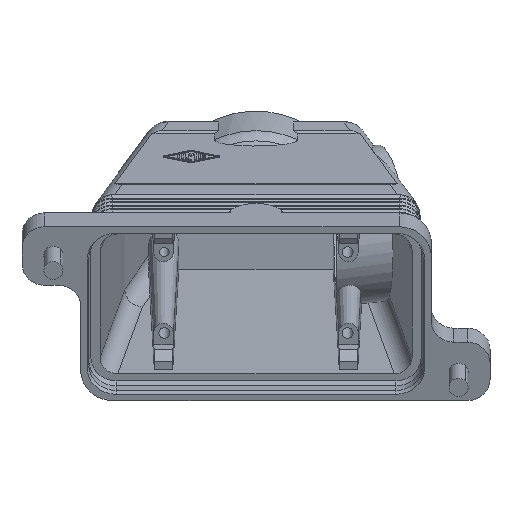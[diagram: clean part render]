
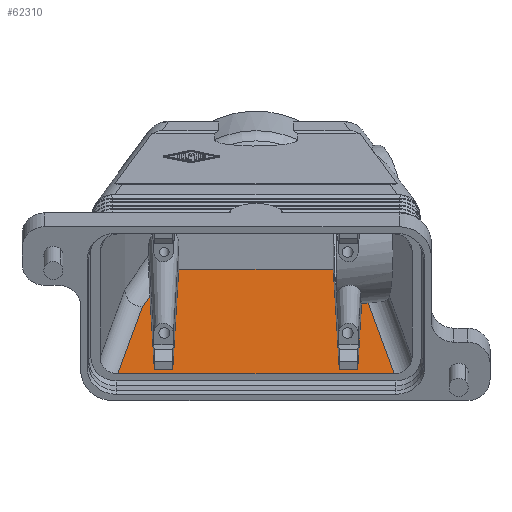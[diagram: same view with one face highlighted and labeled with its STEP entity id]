
A CAD part, front view. The second image highlights one B-rep face of the part: STEP entity #62310.
In plain terms, the highlighted face is planar.
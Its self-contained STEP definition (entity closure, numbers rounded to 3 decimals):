
#29050=CARTESIAN_POINT('',(138.779,8.294,-49.219))
;
#29060=VERTEX_POINT('',#29050);
#29090=CARTESIAN_POINT('',(138.972,0.,-49.412));
#29100=DIRECTION('',(0.023,-0.999,
-0.023));
#29110=VECTOR('',#29100,1.);
#29120=LINE('',#29090,#29110);
#29130=CARTESIAN_POINT('',(136.895,89.253,
-47.334));
#29140=VERTEX_POINT('',#29130);
#29150=EDGE_CURVE('',#29140,#29060,#29120,.T.);
#30320=CARTESIAN_POINT('',(151.666,69.018,
-26.));
#30330=DIRECTION('',(0.966,0.259,
0.));
#30340=DIRECTION('',(-0.259,0.966,
0.));
#30350=AXIS2_PLACEMENT_3D('',#30320,#30330,#30340);
#30360=CYLINDRICAL_SURFACE('',#30350,22.5);
#32860=CARTESIAN_POINT('',(144.491,8.294,
-49.219));
#32870=VERTEX_POINT('',#32860);
#33200=CARTESIAN_POINT('',(145.749,62.36,
-47.96));
#33210=VERTEX_POINT('',#33200);
#33240=CARTESIAN_POINT('',(144.298,0.,-49.412));
#33250=DIRECTION('',(0.023,0.999,
0.023));
#33260=VECTOR('',#33250,1.);
#33270=LINE('',#33240,#33260);
#33280=EDGE_CURVE('',#32870,#33210,#33270,.T.);
#33530=CARTESIAN_POINT('',(0.,8.294,-49.219));
#33540=DIRECTION('',(-1.,0.,0.));
#33550=VECTOR('',#33540,1.);
#33560=LINE('',#33530,#33550);
#33570=EDGE_CURVE('',#32870,#29060,#33560,.T.);
#35390=CARTESIAN_POINT('',(0.,89.253,-47.334));
#35400=DIRECTION('',(-1.,0.,0.));
#35410=VECTOR('',#35400,1.);
#35420=LINE('',#35390,#35410);
#35430=CARTESIAN_POINT('',(88.875,89.253,
-47.334));
#35440=VERTEX_POINT('',#35430);
#35450=EDGE_CURVE('',#29140,#35440,#35420,.T.);
#41650=CARTESIAN_POINT('',(147.692,62.83,
-47.949));
#41660=VERTEX_POINT('',#41650);
#41690=CARTESIAN_POINT('',(125.409,2.435,
-49.355));
#41700=DIRECTION('',(0.,-0.023,1.));
#41710=DIRECTION('',(1.,0.,0.));
#41720=AXIS2_PLACEMENT_3D('',#41690,#41700,#41710);
#41730=PLANE('',#41720);
#41740=CARTESIAN_POINT('',(147.692,62.83,
-47.949));
#41750=CARTESIAN_POINT('',(147.53,62.791,
-47.95));
#41760=CARTESIAN_POINT('',(147.368,62.752,
-47.951));
#41770=CARTESIAN_POINT('',(147.207,62.713,
-47.952));
#41780=CARTESIAN_POINT('',(147.045,62.674,
-47.953));
#41790=CARTESIAN_POINT('',(146.883,62.634,
-47.954));
#41800=CARTESIAN_POINT('',(146.721,62.595,
-47.955));
#41810=CARTESIAN_POINT('',(146.559,62.556,
-47.956));
#41820=CARTESIAN_POINT('',(146.397,62.517,
-47.956));
#41830=CARTESIAN_POINT('',(146.235,62.478,
-47.957));
#41840=CARTESIAN_POINT('',(146.073,62.438,
-47.958));
#41850=CARTESIAN_POINT('',(145.911,62.399,
-47.959));
#41860=CARTESIAN_POINT('',(145.749,62.36,
-47.96));
#41870=B_SPLINE_CURVE_WITH_KNOTS('',3,(#41740,#41750,#41760,#41770,
#41780,#41790,#41800,#41810,#41820,#41830,#41840,#41850,#41860),
.UNSPECIFIED.,.F.,.F.,(4,3,3,3,4),(0.,0.5,
1.,1.5,1.999),.UNSPECIFIED.);
#41880=SURFACE_CURVE('',#41870,(#30360,#41730),.CURVE_3D.);
#41890=EDGE_CURVE('',#41660,#33210,#41880,.T.);
#46910=CARTESIAN_POINT('',(81.472,0.,-49.412));
#46920=DIRECTION('',(-0.023,0.999,
0.023));
#46930=VECTOR('',#46920,1.);
#46940=LINE('',#46910,#46930);
#46950=CARTESIAN_POINT('',(81.279,8.294,-49.219))
;
#46960=VERTEX_POINT('',#46950);
#46970=CARTESIAN_POINT('',(79.897,67.67,
-47.837));
#46980=VERTEX_POINT('',#46970);
#46990=EDGE_CURVE('',#46960,#46980,#46940,.T.);
#48860=CARTESIAN_POINT('',(86.991,8.294,-49.219))
;
#48870=VERTEX_POINT('',#48860);
#48900=CARTESIAN_POINT('',(0.,8.294,-49.219));
#48910=DIRECTION('',(1.,0.,0.));
#48920=VECTOR('',#48910,1.);
#48930=LINE('',#48900,#48920);
#48940=EDGE_CURVE('',#46960,#48870,#48930,.T.);
#49660=CARTESIAN_POINT('',(86.798,0.,-49.412));
#49670=DIRECTION('',(-0.023,-0.999,
-0.023));
#49680=VECTOR('',#49670,1.);
#49690=LINE('',#49660,#49680);
#49700=EDGE_CURVE('',#35440,#48870,#49690,.T.);
#50250=CARTESIAN_POINT('',(77.5,58.724,
-48.045));
#50260=VERTEX_POINT('',#50250);
#50310=CARTESIAN_POINT('',(61.8,0.128,
-49.409));
#50320=DIRECTION('',(-0.259,-0.966,
-0.022));
#50330=VECTOR('',#50320,1.);
#50340=LINE('',#50310,#50330);
#50350=EDGE_CURVE('',#46980,#50260,#50340,.T.);
#50590=CARTESIAN_POINT('',(69.921,4.794,-49.3));
#50600=VERTEX_POINT('',#50590);
#50710=CARTESIAN_POINT('',(69.265,0.128,
-49.409));
#50720=DIRECTION('',(0.139,0.99,
0.023));
#50730=VECTOR('',#50720,1.);
#50740=LINE('',#50710,#50730);
#50750=EDGE_CURVE('',#50600,#50260,#50740,.T.);
#62050=ORIENTED_EDGE('',*,*,#48940,.F.);
#62060=ORIENTED_EDGE('',*,*,#49700,.T.);
#62070=ORIENTED_EDGE('',*,*,#35450,.T.);
#62080=ORIENTED_EDGE('',*,*,#29150,.F.);
#62090=ORIENTED_EDGE('',*,*,#33570,.T.);
#62100=ORIENTED_EDGE('',*,*,#33280,.F.);
#62110=ORIENTED_EDGE('',*,*,#41890,.T.);
#62120=CARTESIAN_POINT('',(156.505,0.128,
-49.409));
#62130=DIRECTION('',(-0.139,0.99,
0.023));
#62140=VECTOR('',#62130,1.);
#62150=LINE('',#62120,#62140);
#62160=CARTESIAN_POINT('',(155.849,4.794,-49.3));
#62170=VERTEX_POINT('',#62160);
#62180=EDGE_CURVE('',#62170,#41660,#62150,.T.);
#62190=ORIENTED_EDGE('',*,*,#62180,.T.);
#62200=CARTESIAN_POINT('',(0.,4.794,-49.3));
#62210=DIRECTION('',(-1.,0.,0.));
#62220=VECTOR('',#62210,1.);
#62230=LINE('',#62200,#62220);
#62240=EDGE_CURVE('',#62170,#50600,#62230,.T.);
#62250=ORIENTED_EDGE('',*,*,#62240,.F.);
#62260=ORIENTED_EDGE('',*,*,#50750,.F.);
#62270=ORIENTED_EDGE('',*,*,#50350,.T.);
#62280=ORIENTED_EDGE('',*,*,#46990,.T.);
#62290=EDGE_LOOP('',(#62280,#62270,#62260,#62250,#62190,#62110,#62100,
#62090,#62080,#62070,#62060,#62050));
#62300=FACE_OUTER_BOUND('',#62290,.T.);
#62310=ADVANCED_FACE('',(#62300),#41730,.T.);
